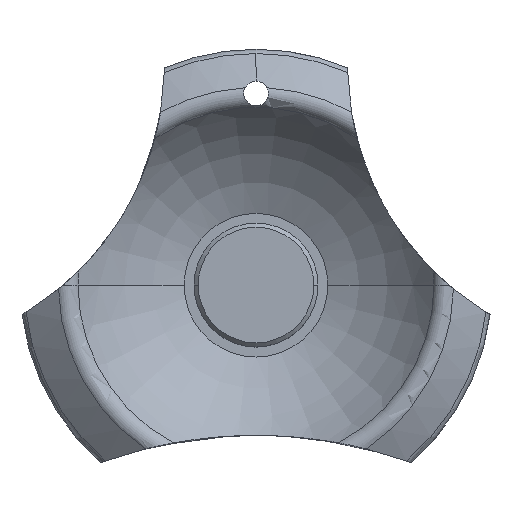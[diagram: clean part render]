
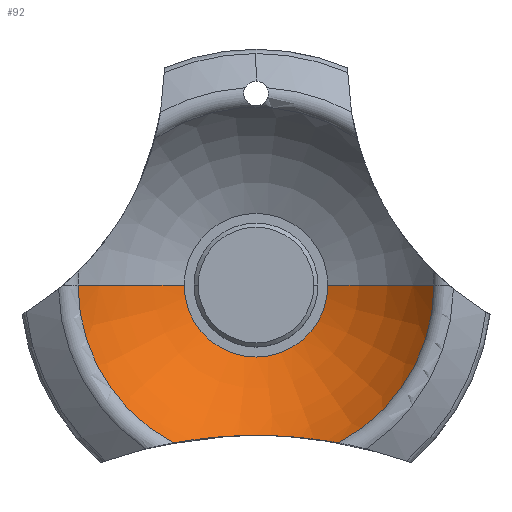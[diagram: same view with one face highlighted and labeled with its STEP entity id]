
A CAD part, top view. The second image highlights one B-rep face of the part: STEP entity #92.
In plain terms, the highlighted toroidal (fillet/blend) face has major radius 0.607 mm and minor radius 26.505 mm.
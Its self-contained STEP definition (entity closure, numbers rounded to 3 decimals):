
#92=ADVANCED_FACE('',(#221),#222,.F.);
#221=FACE_OUTER_BOUND('',#388,.T.);
#222=TOROIDAL_SURFACE('',#389,-0.607,26.505);
#388=EDGE_LOOP('',(#596,#597,#598,#599,#600,#601,#602));
#389=AXIS2_PLACEMENT_3D('',#603,#604,#605);
#596=ORIENTED_EDGE('',*,*,#1043,.F.);
#597=ORIENTED_EDGE('',*,*,#1044,.T.);
#598=ORIENTED_EDGE('',*,*,#1045,.F.);
#599=ORIENTED_EDGE('',*,*,#1046,.F.);
#600=ORIENTED_EDGE('',*,*,#1018,.T.);
#601=ORIENTED_EDGE('',*,*,#1047,.T.);
#602=ORIENTED_EDGE('',*,*,#1048,.F.);
#603=CARTESIAN_POINT('',(0.,0.,64.319));
#604=DIRECTION('',(0.,0.,-1.0));
#605=DIRECTION('',(-1.0,0.,0.));
#1018=EDGE_CURVE('',#1218,#1215,#1219,.T.);
#1043=EDGE_CURVE('',#1261,#1233,#1262,.T.);
#1044=EDGE_CURVE('',#1261,#1263,#1264,.T.);
#1045=EDGE_CURVE('',#1208,#1263,#1265,.T.);
#1046=EDGE_CURVE('',#1218,#1208,#1266,.T.);
#1047=EDGE_CURVE('',#1215,#1267,#1268,.T.);
#1048=EDGE_CURVE('',#1233,#1267,#1269,.T.);
#1208=VERTEX_POINT('',#1484);
#1215=VERTEX_POINT('',#1504);
#1218=VERTEX_POINT('',#1508);
#1219=B_SPLINE_CURVE_WITH_KNOTS('',3,(#1509,#1510,#1511,#1512,#1513,#1514,#1515,#1516,#1517,#1518,#1519,#1520,#1521,#1522,#1523,#1524),.UNSPECIFIED.,.F.,.F.,(4,2,2,2,2,2,2,4),(-22.271,-19.534,-15.347,-12.815,-10.73,-8.544,-5.585,-0.0),.UNSPECIFIED.);
#1233=VERTEX_POINT('',#1618);
#1261=VERTEX_POINT('',#1793);
#1262=CIRCLE('',#1794,26.505);
#1263=VERTEX_POINT('',#1795);
#1264=CIRCLE('',#1796,8.696);
#1265=CIRCLE('',#1797,26.505);
#1266=CIRCLE('',#1798,21.545);
#1267=VERTEX_POINT('',#1799);
#1268=B_SPLINE_CURVE_WITH_KNOTS('',3,(#1800,#1801,#1802,#1803,#1804,#1805,#1806,#1807,#1808,#1809,#1810,#1811,#1812,#1813,#1814,#1815),.UNSPECIFIED.,.F.,.F.,(4,2,2,2,2,2,2,4),(-22.271,-19.534,-15.347,-12.815,-10.73,-8.544,-5.585,-0.0),.UNSPECIFIED.);
#1269=CIRCLE('',#1816,21.545);
#1484=CARTESIAN_POINT('',(-21.545,0.,49.766));
#1504=CARTESIAN_POINT('',(0.,-18.193,45.635));
#1508=CARTESIAN_POINT('',(-9.963,-19.103,49.766));
#1509=CARTESIAN_POINT('',(-9.963,-19.103,49.766));
#1510=CARTESIAN_POINT('',(-9.309,-18.982,49.142));
#1511=CARTESIAN_POINT('',(-8.604,-18.865,48.574));
#1512=CARTESIAN_POINT('',(-6.702,-18.59,47.301));
#1513=CARTESIAN_POINT('',(-5.452,-18.448,46.691));
#1514=CARTESIAN_POINT('',(-3.325,-18.288,46.021));
#1515=CARTESIAN_POINT('',(-2.503,-18.243,45.841));
#1516=CARTESIAN_POINT('',(-0.979,-18.197,45.653));
#1517=CARTESIAN_POINT('',(-0.286,-18.189,45.621));
#1518=CARTESIAN_POINT('',(1.135,-18.2,45.663));
#1519=CARTESIAN_POINT('',(1.857,-18.22,45.743));
#1520=CARTESIAN_POINT('',(3.537,-18.298,46.066));
#1521=CARTESIAN_POINT('',(4.477,-18.368,46.353));
#1522=CARTESIAN_POINT('',(7.086,-18.624,47.455));
#1523=CARTESIAN_POINT('',(8.627,-18.857,48.493));
#1524=CARTESIAN_POINT('',(9.963,-19.103,49.766));
#1618=CARTESIAN_POINT('',(21.545,0.,49.766));
#1793=CARTESIAN_POINT('',(8.696,0.,39.5));
#1794=AXIS2_PLACEMENT_3D('',#2713,#2714,#2715);
#1795=CARTESIAN_POINT('',(-8.696,0.,39.5));
#1796=AXIS2_PLACEMENT_3D('',#2716,#2717,#2718);
#1797=AXIS2_PLACEMENT_3D('',#2719,#2720,#2721);
#1798=AXIS2_PLACEMENT_3D('',#2722,#2723,#2724);
#1799=CARTESIAN_POINT('',(9.963,-19.103,49.766));
#1800=CARTESIAN_POINT('',(-9.963,-19.103,49.766));
#1801=CARTESIAN_POINT('',(-9.309,-18.982,49.142));
#1802=CARTESIAN_POINT('',(-8.604,-18.865,48.574));
#1803=CARTESIAN_POINT('',(-6.702,-18.59,47.301));
#1804=CARTESIAN_POINT('',(-5.452,-18.448,46.691));
#1805=CARTESIAN_POINT('',(-3.325,-18.288,46.021));
#1806=CARTESIAN_POINT('',(-2.503,-18.243,45.841));
#1807=CARTESIAN_POINT('',(-0.979,-18.197,45.653));
#1808=CARTESIAN_POINT('',(-0.286,-18.189,45.621));
#1809=CARTESIAN_POINT('',(1.135,-18.2,45.663));
#1810=CARTESIAN_POINT('',(1.857,-18.22,45.743));
#1811=CARTESIAN_POINT('',(3.537,-18.298,46.066));
#1812=CARTESIAN_POINT('',(4.477,-18.368,46.353));
#1813=CARTESIAN_POINT('',(7.086,-18.624,47.455));
#1814=CARTESIAN_POINT('',(8.627,-18.857,48.493));
#1815=CARTESIAN_POINT('',(9.963,-19.103,49.766));
#1816=AXIS2_PLACEMENT_3D('',#2725,#2726,#2727);
#2713=CARTESIAN_POINT('',(-0.607,0.,64.319));
#2714=DIRECTION('',(0.,-1.0,0.));
#2715=DIRECTION('',(1.0,0.,0.));
#2716=CARTESIAN_POINT('',(0.,0.,39.5));
#2717=DIRECTION('',(0.,0.,-1.0));
#2718=DIRECTION('',(0.,1.0,0.0));
#2719=CARTESIAN_POINT('',(0.607,0.,64.319));
#2720=DIRECTION('',(0.,-1.0,0.));
#2721=DIRECTION('',(-1.0,0.,0.));
#2722=CARTESIAN_POINT('',(0.,0.,49.766));
#2723=DIRECTION('',(0.,0.,-1.0));
#2724=DIRECTION('',(0.,1.0,0.));
#2725=CARTESIAN_POINT('',(0.,0.,49.766));
#2726=DIRECTION('',(0.,0.,-1.0));
#2727=DIRECTION('',(0.,1.0,0.));
